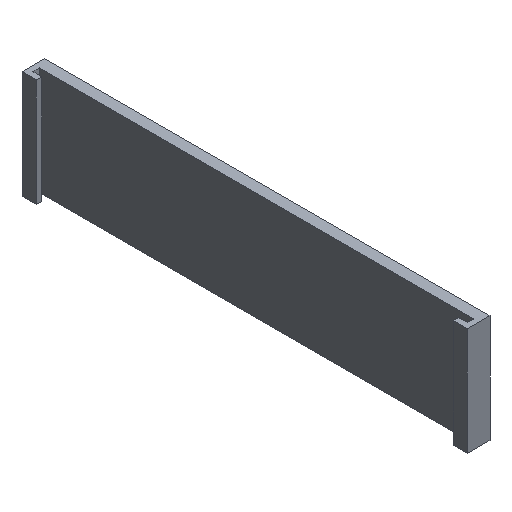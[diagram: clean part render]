
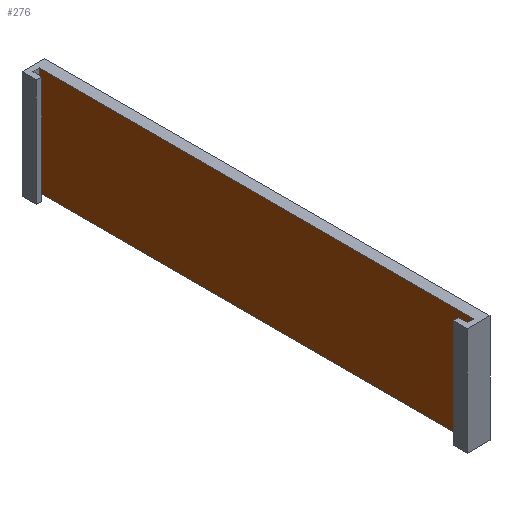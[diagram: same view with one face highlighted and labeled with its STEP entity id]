
A CAD part, isometric view. The second image highlights one B-rep face of the part: STEP entity #276.
In plain terms, the highlighted planar face has unit normal (-1, 0, 0).
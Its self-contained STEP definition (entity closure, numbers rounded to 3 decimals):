
#14 = DIRECTION ( 'NONE',  ( -1., 0., 0. ) ) ;
#16 = EDGE_CURVE ( 'NONE', #81, #131, #333, .T. ) ;
#17 = CARTESIAN_POINT ( 'NONE',  ( 0.6, 0., 0. ) ) ;
#21 = DIRECTION ( 'NONE',  ( 0., 1., 0. ) ) ;
#31 = VERTEX_POINT ( 'NONE', #375 ) ;
#81 = VERTEX_POINT ( 'NONE', #302 ) ;
#89 = ORIENTED_EDGE ( 'NONE', *, *, #426, .T. ) ;
#121 = LINE ( 'NONE', #149, #228 ) ;
#128 = ORIENTED_EDGE ( 'NONE', *, *, #325, .F. ) ;
#131 = VERTEX_POINT ( 'NONE', #382 ) ;
#149 = CARTESIAN_POINT ( 'NONE',  ( 0.6, -40.25, 20. ) ) ;
#150 = ORIENTED_EDGE ( 'NONE', *, *, #313, .F. ) ;
#157 = DIRECTION ( 'NONE',  ( 0., 0., 1. ) ) ;
#181 = ORIENTED_EDGE ( 'NONE', *, *, #16, .T. ) ;
#182 = LINE ( 'NONE', #17, #245 ) ;
#225 = CARTESIAN_POINT ( 'NONE',  ( 0.6, -40.25, 20. ) ) ;
#228 = VECTOR ( 'NONE', #319, 1000. ) ;
#245 = VECTOR ( 'NONE', #286, 1000. ) ;
#276 = ADVANCED_FACE ( 'NONE', ( #359 ), #432, .T. ) ;
#286 = DIRECTION ( 'NONE',  ( 0., 1., 0. ) ) ;
#302 = CARTESIAN_POINT ( 'NONE',  ( 0.6, 40.25, 20. ) ) ;
#310 = DIRECTION ( 'NONE',  ( 0., 0., -1. ) ) ;
#313 = EDGE_CURVE ( 'NONE', #31, #131, #182, .T. ) ;
#319 = DIRECTION ( 'NONE',  ( 0., 0., -1. ) ) ;
#325 = EDGE_CURVE ( 'NONE', #410, #31, #121, .T. ) ;
#333 = LINE ( 'NONE', #447, #392 ) ;
#359 = FACE_OUTER_BOUND ( 'NONE', #398, .T. ) ;
#369 = LINE ( 'NONE', #405, #378 ) ;
#375 = CARTESIAN_POINT ( 'NONE',  ( 0.6, -40.25, 0. ) ) ;
#378 = VECTOR ( 'NONE', #21, 1000. ) ;
#382 = CARTESIAN_POINT ( 'NONE',  ( 0.6, 40.25, 0. ) ) ;
#392 = VECTOR ( 'NONE', #310, 1000. ) ;
#397 = CARTESIAN_POINT ( 'NONE',  ( 0.6, 0., 20. ) ) ;
#398 = EDGE_LOOP ( 'NONE', ( #150, #128, #89, #181 ) ) ;
#405 = CARTESIAN_POINT ( 'NONE',  ( 0.6, 0., 20. ) ) ;
#410 = VERTEX_POINT ( 'NONE', #225 ) ;
#426 = EDGE_CURVE ( 'NONE', #410, #81, #369, .T. ) ;
#428 = AXIS2_PLACEMENT_3D ( 'NONE', #397, #14, #157 ) ;
#432 = PLANE ( 'NONE',  #428 ) ;
#447 = CARTESIAN_POINT ( 'NONE',  ( 0.6, 40.25, 20. ) ) ;
